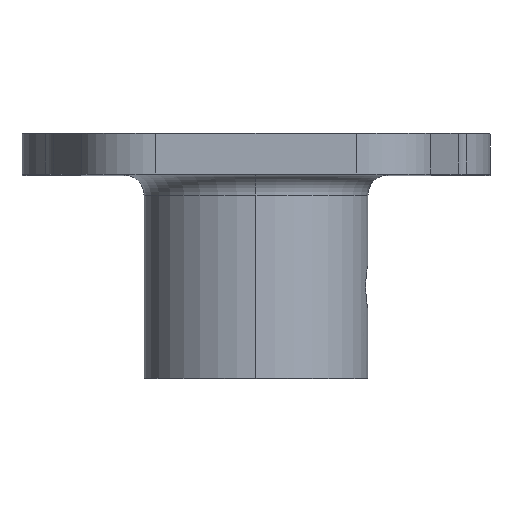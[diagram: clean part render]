
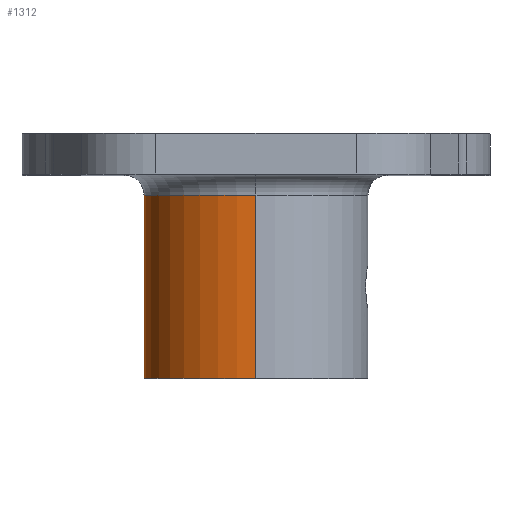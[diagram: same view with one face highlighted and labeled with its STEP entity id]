
A CAD part, top view. The second image highlights one B-rep face of the part: STEP entity #1312.
In plain terms, the highlighted cylindrical face has radius 5.5 mm (diameter 11 mm), a partial arc.
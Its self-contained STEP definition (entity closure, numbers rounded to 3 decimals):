
#8 = CARTESIAN_POINT ( 'NONE',  ( -1.061, -10.786, -5.397 ) ) ;
#50 = CARTESIAN_POINT ( 'NONE',  ( 0., -15., 5.5 ) ) ;
#51 = CARTESIAN_POINT ( 'NONE',  ( -0.143, -9.41, -5.5 ) ) ;
#74 = B_SPLINE_CURVE_WITH_KNOTS ( 'NONE', 3,
 ( #564, #51, #1521, #1237, #1542, #1684, #1382, #301, #1100, #577 ),
 .UNSPECIFIED., .F., .F.,
 ( 4, 2, 2, 2, 4 ),
 ( 0.002, 0.002, 0.003, 0.003, 0.003 ),
 .UNSPECIFIED. ) ;
#84 = CARTESIAN_POINT ( 'NONE',  ( 0., -15., -5.5 ) ) ;
#137 = VERTEX_POINT ( 'NONE', #1522 ) ;
#156 = CARTESIAN_POINT ( 'NONE',  ( -1.09, -10.642, -5.391 ) ) ;
#172 = ORIENTED_EDGE ( 'NONE', *, *, #374, .F. ) ;
#238 = VERTEX_POINT ( 'NONE', #1417 ) ;
#265 = EDGE_LOOP ( 'NONE', ( #604, #172, #478, #1493, #427, #368, #1655 ) ) ;
#275 = FACE_OUTER_BOUND ( 'NONE', #265, .T. ) ;
#291 = CARTESIAN_POINT ( 'NONE',  ( -0.871, -11.17, -5.431 ) ) ;
#301 = CARTESIAN_POINT ( 'NONE',  ( -1.062, -10.214, -5.397 ) ) ;
#368 = ORIENTED_EDGE ( 'NONE', *, *, #584, .T. ) ;
#372 = EDGE_CURVE ( 'NONE', #986, #238, #1699, .T. ) ;
#374 = EDGE_CURVE ( 'NONE', #514, #632, #1641, .T. ) ;
#399 = CARTESIAN_POINT ( 'NONE',  ( 0., -15., -5.5 ) ) ;
#407 = DIRECTION ( 'NONE',  ( 0., 1., 0. ) ) ;
#427 = ORIENTED_EDGE ( 'NONE', *, *, #372, .F. ) ;
#457 = EDGE_CURVE ( 'NONE', #137, #1384, #1492, .T. ) ;
#478 = ORIENTED_EDGE ( 'NONE', *, *, #1580, .T. ) ;
#511 = CARTESIAN_POINT ( 'NONE',  ( 0., -15., 0. ) ) ;
#514 = VERTEX_POINT ( 'NONE', #1226 ) ;
#519 = CARTESIAN_POINT ( 'NONE',  ( -0.144, -11.59, -5.5 ) ) ;
#521 = CARTESIAN_POINT ( 'NONE',  ( 0., -6., 5.5 ) ) ;
#525 = CARTESIAN_POINT ( 'NONE',  ( -0.952, -11.049, -5.417 ) ) ;
#544 = CARTESIAN_POINT ( 'NONE',  ( 0., -15., 0. ) ) ;
#556 = DIRECTION ( 'NONE',  ( 0., 0., 1. ) ) ;
#564 = CARTESIAN_POINT ( 'NONE',  ( 0., -9.41, -5.5 ) ) ;
#577 = CARTESIAN_POINT ( 'NONE',  ( -1.09, -10.5, -5.391 ) ) ;
#584 = EDGE_CURVE ( 'NONE', #986, #137, #74, .T. ) ;
#604 = ORIENTED_EDGE ( 'NONE', *, *, #904, .F. ) ;
#632 = VERTEX_POINT ( 'NONE', #84 ) ;
#661 = CYLINDRICAL_SURFACE ( 'NONE', #1437, 5.5 ) ;
#673 = CARTESIAN_POINT ( 'NONE',  ( -0.55, -11.452, -5.474 ) ) ;
#904 = EDGE_CURVE ( 'NONE', #632, #1384, #1621, .T. ) ;
#915 = VERTEX_POINT ( 'NONE', #521 ) ;
#917 = DIRECTION ( 'NONE',  ( 0., 0., -1. ) ) ;
#929 = CARTESIAN_POINT ( 'NONE',  ( 0., -11.59, -5.5 ) ) ;
#986 = VERTEX_POINT ( 'NONE', #1657 ) ;
#1008 = CARTESIAN_POINT ( 'NONE',  ( 0., -6., 0. ) ) ;
#1026 = DIRECTION ( 'NONE',  ( 0., -1., 0. ) ) ;
#1043 = CARTESIAN_POINT ( 'NONE',  ( 0., -15., -5.5 ) ) ;
#1100 = CARTESIAN_POINT ( 'NONE',  ( -1.09, -10.358, -5.391 ) ) ;
#1176 = VECTOR ( 'NONE', #1335, 1000. ) ;
#1201 = CARTESIAN_POINT ( 'NONE',  ( 0., -11.59, -5.5 ) ) ;
#1209 = CARTESIAN_POINT ( 'NONE',  ( -0.286, -11.562, -5.494 ) ) ;
#1226 = CARTESIAN_POINT ( 'NONE',  ( 0., -15., 5.5 ) ) ;
#1237 = CARTESIAN_POINT ( 'NONE',  ( -0.55, -9.548, -5.474 ) ) ;
#1245 = AXIS2_PLACEMENT_3D ( 'NONE', #1008, #1548, #917 ) ;
#1312 = ADVANCED_FACE ( 'NONE', ( #275 ), #661, .T. ) ;
#1335 = DIRECTION ( 'NONE',  ( 0., 1., 0. ) ) ;
#1339 = CARTESIAN_POINT ( 'NONE',  ( -1.09, -10.5, -5.391 ) ) ;
#1350 = DIRECTION ( 'NONE',  ( 0., 1., 0. ) ) ;
#1370 = LINE ( 'NONE', #50, #1485 ) ;
#1382 = CARTESIAN_POINT ( 'NONE',  ( -0.952, -9.951, -5.417 ) ) ;
#1384 = VERTEX_POINT ( 'NONE', #929 ) ;
#1417 = CARTESIAN_POINT ( 'NONE',  ( 0., -6., -5.5 ) ) ;
#1437 = AXIS2_PLACEMENT_3D ( 'NONE', #544, #407, #556 ) ;
#1469 = VECTOR ( 'NONE', #1721, 1000. ) ;
#1485 = VECTOR ( 'NONE', #1350, 1000. ) ;
#1492 = B_SPLINE_CURVE_WITH_KNOTS ( 'NONE', 3,
 ( #1339, #156, #8, #525, #291, #1612, #673, #1209, #519, #1201 ),
 .UNSPECIFIED., .F., .F.,
 ( 4, 2, 2, 2, 4 ),
 ( 0.003, 0.004, 0.004, 0.005, 0.005 ),
 .UNSPECIFIED. ) ;
#1493 = ORIENTED_EDGE ( 'NONE', *, *, #1725, .T. ) ;
#1500 = AXIS2_PLACEMENT_3D ( 'NONE', #511, #1026, #1567 ) ;
#1521 = CARTESIAN_POINT ( 'NONE',  ( -0.286, -9.438, -5.494 ) ) ;
#1522 = CARTESIAN_POINT ( 'NONE',  ( -1.09, -10.5, -5.391 ) ) ;
#1542 = CARTESIAN_POINT ( 'NONE',  ( -0.67, -9.628, -5.46 ) ) ;
#1548 = DIRECTION ( 'NONE',  ( 0., -1., 0. ) ) ;
#1565 = CIRCLE ( 'NONE', #1245, 5.5 ) ;
#1567 = DIRECTION ( 'NONE',  ( 0., 0., -1. ) ) ;
#1580 = EDGE_CURVE ( 'NONE', #514, #915, #1370, .T. ) ;
#1612 = CARTESIAN_POINT ( 'NONE',  ( -0.671, -11.371, -5.46 ) ) ;
#1621 = LINE ( 'NONE', #399, #1176 ) ;
#1641 = CIRCLE ( 'NONE', #1500, 5.5 ) ;
#1655 = ORIENTED_EDGE ( 'NONE', *, *, #457, .T. ) ;
#1657 = CARTESIAN_POINT ( 'NONE',  ( 0., -9.41, -5.5 ) ) ;
#1684 = CARTESIAN_POINT ( 'NONE',  ( -0.872, -9.831, -5.431 ) ) ;
#1699 = LINE ( 'NONE', #1043, #1469 ) ;
#1721 = DIRECTION ( 'NONE',  ( 0., 1., 0. ) ) ;
#1725 = EDGE_CURVE ( 'NONE', #915, #238, #1565, .T. ) ;
